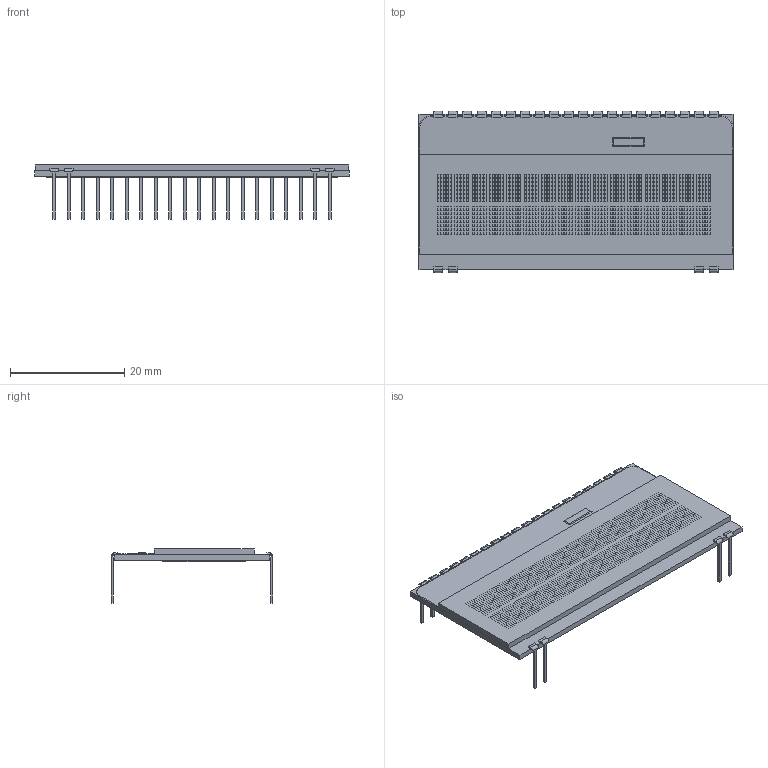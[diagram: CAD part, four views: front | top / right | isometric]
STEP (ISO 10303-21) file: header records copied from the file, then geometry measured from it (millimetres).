
FILE_DESCRIPTION(('FreeCAD Model'),'2;1');
FILE_NAME('Open CASCADE Shape Model','2025-10-28T10:32:20',(''),(''), 'Open CASCADE STEP processor 7.8','FreeCAD','Unknown');
FILE_SCHEMA(('AUTOMOTIVE_DESIGN { 1 0 10303 214 1 1 1 1 }'));
Length unit declared in the file: millimetre
Products named in the file (1): 9EF63A53-7844-4586-8BE2-12F10EB319A8
Bounding box: 55 x 28.24 x 9.5 mm (x, y, z)
Volume: 2741.9 mm3; surface area: 3722.3 mm2
Topology: 1 solids, 1 shells, 1500 faces, 5508 edges, 5132 vertices
Faces by surface type: plane 1423, cylinder 75, torus 2
Entity records: 67916 total; most frequent: CARTESIAN_POINT 12441, ORIENTED_EDGE 11016, DIRECTION 8509, EDGE_CURVE 5508, LINE 5309, VECTOR 5309, VERTEX_POINT 5132, FACE_BOUND 2622
